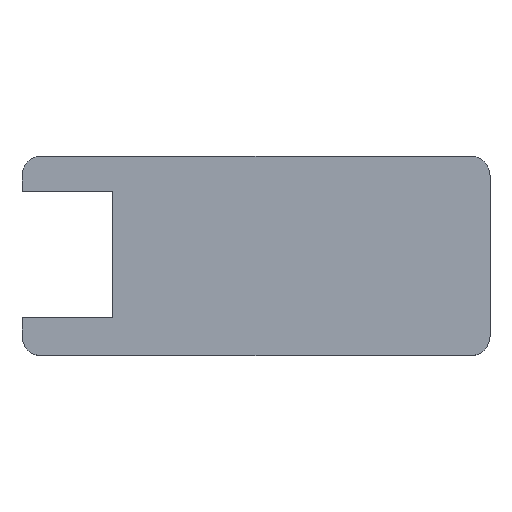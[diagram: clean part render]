
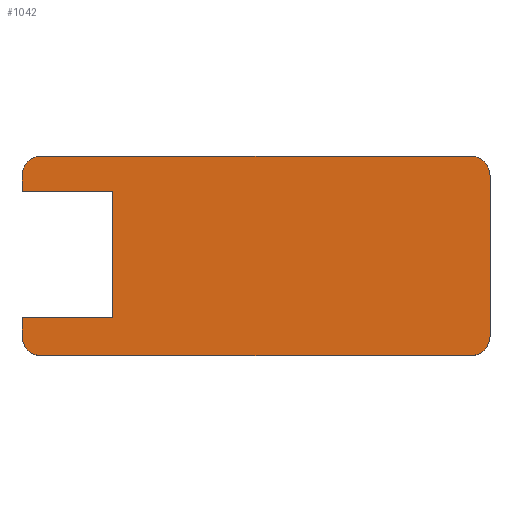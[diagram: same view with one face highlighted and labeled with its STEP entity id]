
A CAD part, top view. The second image highlights one B-rep face of the part: STEP entity #1042.
In plain terms, the highlighted planar face has unit normal (0, 0, 1).
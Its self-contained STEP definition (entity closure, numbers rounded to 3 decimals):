
#33=PLANE('',#1121);
#84=FACE_OUTER_BOUND('',#142,.T.);
#142=EDGE_LOOP('',(#855,#856,#857,#858,#859,#860,#861,#862,#863,#864,#865,
#866));
#178=CIRCLE('',#1122,1.25);
#179=CIRCLE('',#1123,1.25);
#180=CIRCLE('',#1124,1.25);
#181=CIRCLE('',#1125,1.25);
#288=LINE('',#3451,#368);
#290=LINE('',#3455,#370);
#291=LINE('',#3457,#371);
#292=LINE('',#3459,#372);
#293=LINE('',#3463,#373);
#294=LINE('',#3467,#374);
#295=LINE('',#3471,#375);
#296=LINE('',#3474,#376);
#368=VECTOR('',#1286,10.);
#370=VECTOR('',#1290,10.);
#371=VECTOR('',#1291,10.);
#372=VECTOR('',#1292,10.);
#373=VECTOR('',#1295,10.);
#374=VECTOR('',#1298,10.);
#375=VECTOR('',#1301,10.);
#376=VECTOR('',#1304,10.);
#481=VERTEX_POINT('',#3448);
#482=VERTEX_POINT('',#3450);
#483=VERTEX_POINT('',#3454);
#484=VERTEX_POINT('',#3456);
#485=VERTEX_POINT('',#3458);
#486=VERTEX_POINT('',#3460);
#487=VERTEX_POINT('',#3462);
#488=VERTEX_POINT('',#3464);
#489=VERTEX_POINT('',#3466);
#490=VERTEX_POINT('',#3468);
#491=VERTEX_POINT('',#3470);
#492=VERTEX_POINT('',#3472);
#619=EDGE_CURVE('',#481,#482,#288,.T.);
#621=EDGE_CURVE('',#483,#482,#290,.T.);
#622=EDGE_CURVE('',#481,#484,#291,.T.);
#623=EDGE_CURVE('',#485,#484,#292,.T.);
#624=EDGE_CURVE('',#486,#485,#178,.T.);
#625=EDGE_CURVE('',#487,#486,#293,.T.);
#626=EDGE_CURVE('',#488,#487,#179,.T.);
#627=EDGE_CURVE('',#489,#488,#294,.T.);
#628=EDGE_CURVE('',#490,#489,#180,.T.);
#629=EDGE_CURVE('',#491,#490,#295,.T.);
#630=EDGE_CURVE('',#492,#491,#181,.T.);
#631=EDGE_CURVE('',#483,#492,#296,.T.);
#855=ORIENTED_EDGE('',*,*,#621,.T.);
#856=ORIENTED_EDGE('',*,*,#619,.F.);
#857=ORIENTED_EDGE('',*,*,#622,.T.);
#858=ORIENTED_EDGE('',*,*,#623,.F.);
#859=ORIENTED_EDGE('',*,*,#624,.F.);
#860=ORIENTED_EDGE('',*,*,#625,.F.);
#861=ORIENTED_EDGE('',*,*,#626,.F.);
#862=ORIENTED_EDGE('',*,*,#627,.F.);
#863=ORIENTED_EDGE('',*,*,#628,.F.);
#864=ORIENTED_EDGE('',*,*,#629,.F.);
#865=ORIENTED_EDGE('',*,*,#630,.F.);
#866=ORIENTED_EDGE('',*,*,#631,.F.);
#1042=ADVANCED_FACE('',(#84),#33,.T.);
#1121=AXIS2_PLACEMENT_3D('',#3453,#1288,#1289);
#1122=AXIS2_PLACEMENT_3D('',#3461,#1293,#1294);
#1123=AXIS2_PLACEMENT_3D('',#3465,#1296,#1297);
#1124=AXIS2_PLACEMENT_3D('',#3469,#1299,#1300);
#1125=AXIS2_PLACEMENT_3D('',#3473,#1302,#1303);
#1286=DIRECTION('',(0.,1.,0.));
#1288=DIRECTION('center_axis',(0.,0.,
1.));
#1289=DIRECTION('ref_axis',(1.,0.,0.));
#1290=DIRECTION('',(1.,0.,0.));
#1291=DIRECTION('',(-1.,0.,0.));
#1292=DIRECTION('',(0.,1.,0.));
#1293=DIRECTION('center_axis',(0.,0.,
-1.));
#1294=DIRECTION('ref_axis',(-1.,0.,0.));
#1295=DIRECTION('',(-1.,0.,0.));
#1296=DIRECTION('center_axis',(0.,0.,
-1.));
#1297=DIRECTION('ref_axis',(0.,-1.,0.));
#1298=DIRECTION('',(0.,-1.,0.));
#1299=DIRECTION('center_axis',(0.,0.,
-1.));
#1300=DIRECTION('ref_axis',(1.,0.,0.));
#1301=DIRECTION('',(1.,0.,0.));
#1302=DIRECTION('center_axis',(0.,0.,
-1.));
#1303=DIRECTION('ref_axis',(0.,1.,0.));
#1304=DIRECTION('',(0.,1.,0.));
#3448=CARTESIAN_POINT('',(4.,-14.01,4.103));
#3450=CARTESIAN_POINT('',(4.,-5.99,4.103));
#3451=CARTESIAN_POINT('',(4.,-10.043,4.103));
#3453=CARTESIAN_POINT('Origin',(13.149,-10.086,4.103));
#3454=CARTESIAN_POINT('',(-1.72,-5.99,4.103));
#3455=CARTESIAN_POINT('',(8.575,-5.99,4.103));
#3456=CARTESIAN_POINT('',(-1.72,-14.01,4.103));
#3457=CARTESIAN_POINT('',(8.575,-14.01,4.103));
#3458=CARTESIAN_POINT('',(-1.72,-15.181,4.103));
#3459=CARTESIAN_POINT('',(-1.72,-12.048,4.103));
#3460=CARTESIAN_POINT('',(-0.47,-16.431,4.103));
#3461=CARTESIAN_POINT('Origin',(-0.47,-15.181,4.103));
#3462=CARTESIAN_POINT('',(26.769,-16.431,4.103));
#3463=CARTESIAN_POINT('',(6.34,-16.431,4.103));
#3464=CARTESIAN_POINT('',(28.019,-15.181,4.103));
#3465=CARTESIAN_POINT('Origin',(26.769,-15.181,4.103));
#3466=CARTESIAN_POINT('',(28.019,-4.99,4.103));
#3467=CARTESIAN_POINT('',(28.019,-12.634,4.103));
#3468=CARTESIAN_POINT('',(26.769,-3.74,4.103));
#3469=CARTESIAN_POINT('Origin',(26.769,-4.99,4.103));
#3470=CARTESIAN_POINT('',(-0.47,-3.74,4.103));
#3471=CARTESIAN_POINT('',(19.959,-3.74,4.103));
#3472=CARTESIAN_POINT('',(-1.72,-4.99,4.103));
#3473=CARTESIAN_POINT('Origin',(-0.47,-4.99,4.103));
#3474=CARTESIAN_POINT('',(-1.72,-7.538,4.103));
